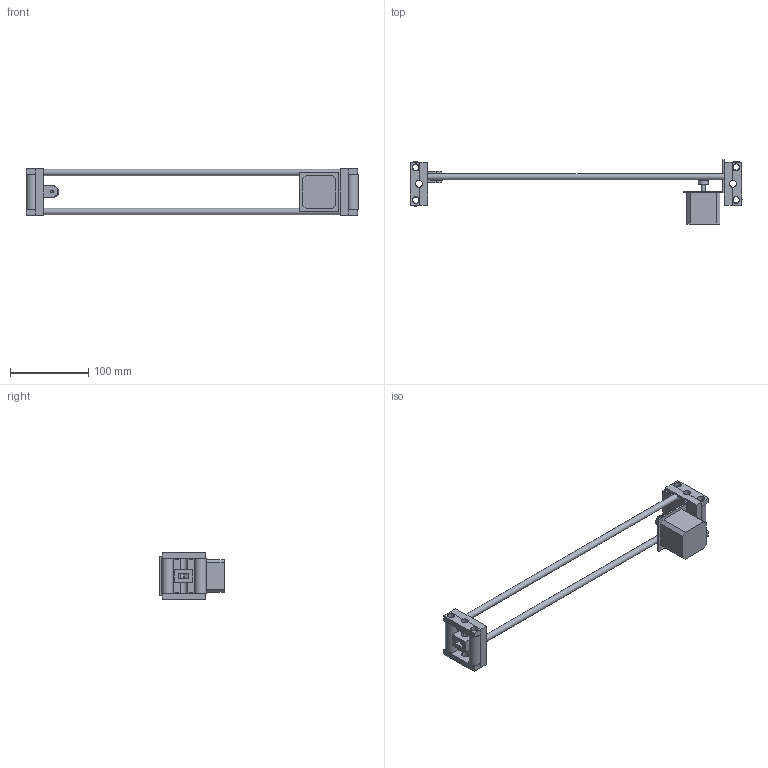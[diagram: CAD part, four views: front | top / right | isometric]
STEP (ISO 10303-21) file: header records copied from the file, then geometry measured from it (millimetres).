
FILE_DESCRIPTION(('FreeCAD Model'),'2;1');
FILE_NAME('Open CASCADE Shape Model','2022-04-09T12:59:51',('Author'),( ''),'Open CASCADE STEP processor 7.4','FreeCAD','Unknown');
FILE_SCHEMA(('AUTOMOTIVE_DESIGN { 1 0 10303 214 1 1 1 1 }'));
Length unit declared in the file: millimetre
Products named in the file (14): ZCarrAssy; LinearBearing_001; LinearBearing_002; LinearAxis8mm_001; LinearAxis8mm_002; LinearBearing_003; LinearBearing_004; Nema17Support_001; Nema17_001; BeltDrive_001; BeltPulley_001; XRailSupport3_001; XRailSupport3_002; BeltPulleySuppPla_001
Assembly tree (13 placements, depth 2):
  ZCarrAssy
    LinearBearing_001
    LinearBearing_002
    LinearAxis8mm_001
    LinearAxis8mm_002
    LinearBearing_003
    LinearBearing_004
    Nema17Support_001
    Nema17_001
    BeltDrive_001
    BeltPulley_001
    XRailSupport3_001
    XRailSupport3_002
    BeltPulleySuppPla_001
Bounding box: 425 x 82 x 60 mm (x, y, z)
Volume: 144765.8 mm3; surface area: 88597.5 mm2
Topology: 11 solids, 15 shells, 313 faces, 805 edges, 492 vertices
Faces by surface type: plane 189, cylinder 96, sphere 22, cone 6
Full cylindrical faces by diameter (mm): 2.5 x4, 3 x11, 3.1 x4, 5 x4, 8 x14, 9 x12, 9.48 x1, 9.5 x1, 13 x4, 15 x4, 22 x3
Entity records: 21766 total; most frequent: CARTESIAN_POINT 4448, DIRECTION 3108, LINE 1639, VECTOR 1639, ORIENTED_EDGE 1558, PCURVE 1558, DEFINITIONAL_REPRESENTATION 1558, EDGE_CURVE 787
